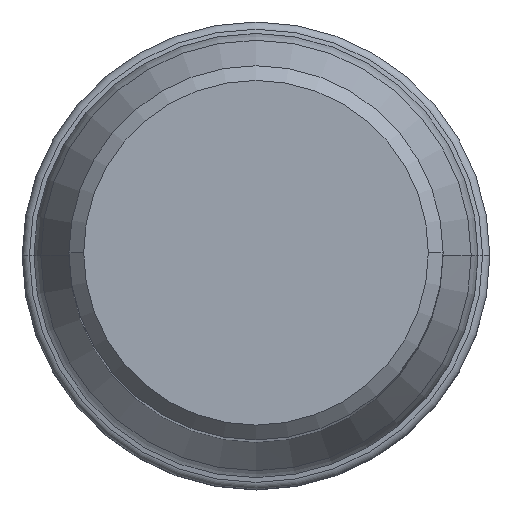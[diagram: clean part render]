
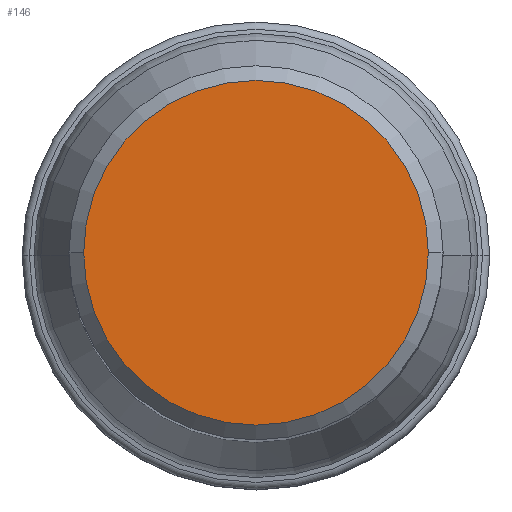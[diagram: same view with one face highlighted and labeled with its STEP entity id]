
A CAD part, top view. The second image highlights one B-rep face of the part: STEP entity #146.
In plain terms, the highlighted planar face has unit normal (0, 0, 1).
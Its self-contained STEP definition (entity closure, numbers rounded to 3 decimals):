
#30=PLANE('',#1127);
#146=ADVANCED_FACE('',(#209),#30,.F.);
#209=FACE_OUTER_BOUND('',#263,.T.);
#263=EDGE_LOOP('',(#479,#480,#481,#482));
#479=ORIENTED_EDGE('',*,*,#714,.T.);
#480=ORIENTED_EDGE('',*,*,#712,.T.);
#481=ORIENTED_EDGE('',*,*,#711,.T.);
#482=ORIENTED_EDGE('',*,*,#715,.T.);
#592=VERTEX_POINT('',#3688);
#593=VERTEX_POINT('',#3690);
#594=VERTEX_POINT('',#3692);
#595=VERTEX_POINT('',#3696);
#711=EDGE_CURVE('',#593,#592,#847,.T.);
#712=EDGE_CURVE('',#594,#593,#848,.T.);
#714=EDGE_CURVE('',#595,#594,#849,.T.);
#715=EDGE_CURVE('',#592,#595,#850,.T.);
#847=CIRCLE('',#1121,11.7);
#848=CIRCLE('',#1122,11.7);
#849=CIRCLE('',#1124,11.7);
#850=CIRCLE('',#1125,11.7);
#1121=AXIS2_PLACEMENT_3D('',#3689,#1409,#1410);
#1122=AXIS2_PLACEMENT_3D('',#3691,#1411,#1412);
#1124=AXIS2_PLACEMENT_3D('',#3695,#1416,#1417);
#1125=AXIS2_PLACEMENT_3D('',#3697,#1418,#1419);
#1127=AXIS2_PLACEMENT_3D('',#3699,#1422,#1423);
#1409=DIRECTION('',(0.,0.,1.));
#1410=DIRECTION('',(0.,-1.,0.));
#1411=DIRECTION('',(0.,0.,1.));
#1412=DIRECTION('',(-1.,0.,0.));
#1416=DIRECTION('',(0.,0.,1.));
#1417=DIRECTION('',(0.,1.,0.));
#1418=DIRECTION('',(0.,0.,1.));
#1419=DIRECTION('',(1.,0.,0.));
#1422=DIRECTION('',(0.,0.,-1.));
#1423=DIRECTION('',(1.,0.,0.));
#3688=CARTESIAN_POINT('',(11.7,0.,0.));
#3689=CARTESIAN_POINT('',(0.,0.,0.));
#3690=CARTESIAN_POINT('',(0.,-11.7,0.));
#3691=CARTESIAN_POINT('',(0.,0.,0.));
#3692=CARTESIAN_POINT('',(-11.7,0.,0.));
#3695=CARTESIAN_POINT('',(0.,0.,0.));
#3696=CARTESIAN_POINT('',(0.,11.7,0.));
#3697=CARTESIAN_POINT('',(0.,0.,0.));
#3699=CARTESIAN_POINT('',(0.,0.,0.));
